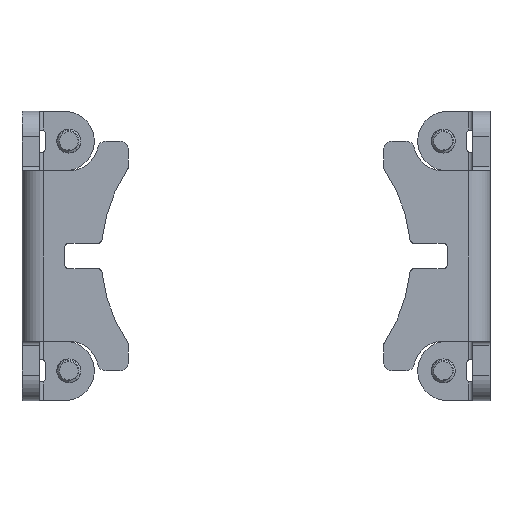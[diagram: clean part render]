
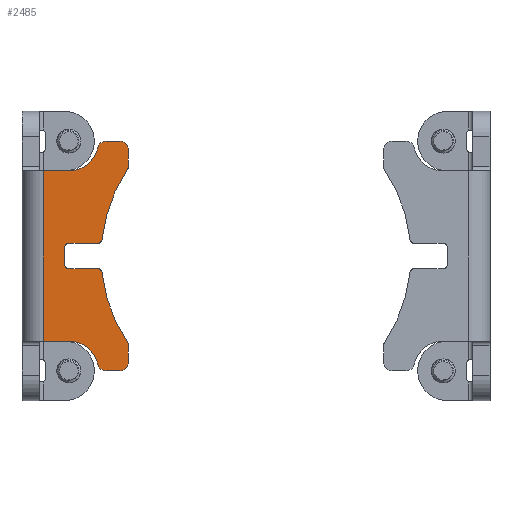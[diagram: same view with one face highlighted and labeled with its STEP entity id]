
A CAD part, front view. The second image highlights one B-rep face of the part: STEP entity #2485.
In plain terms, the highlighted planar face has unit normal (0, -1, 0).
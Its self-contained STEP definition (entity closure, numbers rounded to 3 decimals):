
#567=DIRECTION('',(-1.,0.,0.));
#568=VECTOR('',#567,3.);
#569=CARTESIAN_POINT('',(-22.,-14.25,10.));
#570=LINE('',#569,#568);
#649=CARTESIAN_POINT('',(-18.593,-14.25,-2.));
#650=DIRECTION('',(0.,1.,0.));
#651=DIRECTION('',(0.,0.,1.));
#652=AXIS2_PLACEMENT_3D('',#649,#650,#651);
#654=CARTESIAN_POINT('',(0.,-14.25,0.));
#655=DIRECTION('',(0.,-1.,0.));
#656=DIRECTION('',(-0.994,0.,-0.107));
#657=AXIS2_PLACEMENT_3D('',#654,#655,#656);
#659=CARTESIAN_POINT('',(-16.,-14.25,-12.5));
#660=DIRECTION('',(0.,1.,0.));
#661=DIRECTION('',(1.,0.,0.));
#662=AXIS2_PLACEMENT_3D('',#659,#660,#661);
#664=CARTESIAN_POINT('',(-17.612,-14.25,-12.5));
#665=DIRECTION('',(0.,1.,0.));
#666=DIRECTION('',(0.,0.,-1.));
#667=AXIS2_PLACEMENT_3D('',#664,#665,#666);
#669=CARTESIAN_POINT('',(-22.,-14.25,-13.5));
#670=DIRECTION('',(0.,-1.,0.));
#671=DIRECTION('',(0.975,0.,0.222));
#672=AXIS2_PLACEMENT_3D('',#669,#670,#671);
#674=CARTESIAN_POINT('',(-22.,-14.25,13.5));
#675=DIRECTION('',(0.,-1.,0.));
#676=DIRECTION('',(0.,0.,-1.));
#677=AXIS2_PLACEMENT_3D('',#674,#675,#676);
#679=CARTESIAN_POINT('',(-17.612,-14.25,12.5));
#680=DIRECTION('',(0.,1.,0.));
#681=DIRECTION('',(-0.975,0.,0.222));
#682=AXIS2_PLACEMENT_3D('',#679,#680,#681);
#684=CARTESIAN_POINT('',(-16.,-14.25,12.5));
#685=DIRECTION('',(0.,1.,0.));
#686=DIRECTION('',(0.,0.,1.));
#687=AXIS2_PLACEMENT_3D('',#684,#685,#686);
#689=CARTESIAN_POINT('',(0.,-14.25,0.));
#690=DIRECTION('',(0.,-1.,0.));
#691=DIRECTION('',(-0.824,0.,0.566));
#692=AXIS2_PLACEMENT_3D('',#689,#690,#691);
#694=CARTESIAN_POINT('',(0.,-14.25,0.));
#695=DIRECTION('',(0.,-1.,0.));
#696=DIRECTION('',(-0.833,0.,0.553));
#697=AXIS2_PLACEMENT_3D('',#694,#695,#696);
#699=CARTESIAN_POINT('',(-18.593,-14.25,2.));
#700=DIRECTION('',(0.,1.,0.));
#701=DIRECTION('',(0.994,0.,-0.107));
#702=AXIS2_PLACEMENT_3D('',#699,#700,#701);
#704=CARTESIAN_POINT('',(-22.,-14.25,1.));
#705=DIRECTION('',(0.,-1.,0.));
#706=DIRECTION('',(0.,0.,1.));
#707=AXIS2_PLACEMENT_3D('',#704,#705,#706);
#709=CARTESIAN_POINT('',(-22.,-14.25,-1.));
#710=DIRECTION('',(0.,-1.,0.));
#711=DIRECTION('',(-1.,0.,0.));
#712=AXIS2_PLACEMENT_3D('',#709,#710,#711);
#718=DIRECTION('',(-1.,0.,0.));
#719=VECTOR('',#718,3.407);
#720=CARTESIAN_POINT('',(-18.593,-14.25,-1.5));
#721=LINE('',#720,#719);
#742=DIRECTION('',(0.,0.,1.));
#743=VECTOR('',#742,2.);
#744=CARTESIAN_POINT('',(-22.5,-14.25,-1.));
#745=LINE('',#744,#743);
#750=DIRECTION('',(1.,0.,0.));
#751=VECTOR('',#750,3.407);
#752=CARTESIAN_POINT('',(-22.,-14.25,1.5));
#753=LINE('',#752,#751);
#770=DIRECTION('',(0.,0.,1.));
#771=VECTOR('',#770,2.193);
#772=CARTESIAN_POINT('',(-15.,-14.25,10.307));
#773=LINE('',#772,#771);
#798=DIRECTION('',(-1.,0.,0.));
#799=VECTOR('',#798,1.612);
#800=CARTESIAN_POINT('',(-16.,-14.25,13.5));
#801=LINE('',#800,#799);
#814=DIRECTION('',(0.,0.,1.));
#815=VECTOR('',#814,2.193);
#816=CARTESIAN_POINT('',(-15.,-14.25,-12.5));
#817=LINE('',#816,#815);
#826=DIRECTION('',(1.,0.,0.));
#827=VECTOR('',#826,1.612);
#828=CARTESIAN_POINT('',(-17.612,-14.25,-13.5));
#829=LINE('',#828,#827);
#851=DIRECTION('',(1.,0.,0.));
#852=VECTOR('',#851,3.);
#853=CARTESIAN_POINT('',(-25.,-14.25,-10.));
#854=LINE('',#853,#852);
#1316=DIRECTION('',(0.,0.,-1.));
#1317=VECTOR('',#1316,20.);
#1318=CARTESIAN_POINT('',(-25.,-14.25,10.));
#1319=LINE('',#1318,#1317);
#1320=CARTESIAN_POINT('',(-18.096,-14.25,1.947));
#1322=VERTEX_POINT('',#1320);
#1325=CARTESIAN_POINT('',(-15.,-14.25,10.307));
#1327=VERTEX_POINT('',#1325);
#1366=CARTESIAN_POINT('',(-18.096,-14.25,-1.946));
#1367=VERTEX_POINT('',#1366);
#1368=CARTESIAN_POINT('',(-15.,-14.25,-10.307));
#1369=VERTEX_POINT('',#1368);
#1370=CARTESIAN_POINT('',(-18.593,-14.25,-1.5));
#1371=VERTEX_POINT('',#1370);
#1372=CARTESIAN_POINT('',(-15.,-14.25,-12.5));
#1373=CARTESIAN_POINT('',(-16.,-14.25,-13.5));
#1374=VERTEX_POINT('',#1372);
#1375=VERTEX_POINT('',#1373);
#1376=CARTESIAN_POINT('',(-17.612,-14.25,-13.5));
#1377=CARTESIAN_POINT('',(-18.587,-14.25,-12.722));
#1378=VERTEX_POINT('',#1376);
#1379=VERTEX_POINT('',#1377);
#1380=CARTESIAN_POINT('',(-22.,-14.25,-10.));
#1381=VERTEX_POINT('',#1380);
#1382=CARTESIAN_POINT('',(-22.,-14.25,10.));
#1383=CARTESIAN_POINT('',(-18.587,-14.25,12.722));
#1384=VERTEX_POINT('',#1382);
#1385=VERTEX_POINT('',#1383);
#1386=CARTESIAN_POINT('',(-17.612,-14.25,13.5));
#1387=VERTEX_POINT('',#1386);
#1388=CARTESIAN_POINT('',(-16.,-14.25,13.5));
#1389=CARTESIAN_POINT('',(-15.,-14.25,12.5));
#1390=VERTEX_POINT('',#1388);
#1391=VERTEX_POINT('',#1389);
#1392=CARTESIAN_POINT('',(-15.167,-14.25,10.06));
#1393=VERTEX_POINT('',#1392);
#1394=CARTESIAN_POINT('',(-18.593,-14.25,1.5));
#1395=VERTEX_POINT('',#1394);
#1396=CARTESIAN_POINT('',(-22.,-14.25,1.5));
#1397=CARTESIAN_POINT('',(-22.5,-14.25,1.));
#1398=VERTEX_POINT('',#1396);
#1399=VERTEX_POINT('',#1397);
#1400=CARTESIAN_POINT('',(-22.5,-14.25,-1.));
#1401=CARTESIAN_POINT('',(-22.,-14.25,-1.5));
#1402=VERTEX_POINT('',#1400);
#1403=VERTEX_POINT('',#1401);
#1405=CARTESIAN_POINT('',(-25.,-14.25,-10.));
#1407=VERTEX_POINT('',#1405);
#1672=CARTESIAN_POINT('',(-25.,-14.25,10.));
#1673=VERTEX_POINT('',#1672);
#2434=CARTESIAN_POINT('',(-20.,-14.25,0.));
#2435=DIRECTION('',(0.,1.,0.));
#2436=DIRECTION('',(-1.,0.,0.));
#2437=AXIS2_PLACEMENT_3D('',#2434,#2435,#2436);
#2438=PLANE('',#2437);
#2440=ORIENTED_EDGE('',*,*,#2439,.F.);
#2442=ORIENTED_EDGE('',*,*,#2441,.T.);
#2443=ORIENTED_EDGE('',*,*,#2424,.T.);
#2445=ORIENTED_EDGE('',*,*,#2444,.F.);
#2447=ORIENTED_EDGE('',*,*,#2446,.T.);
#2449=ORIENTED_EDGE('',*,*,#2448,.F.);
#2451=ORIENTED_EDGE('',*,*,#2450,.T.);
#2453=ORIENTED_EDGE('',*,*,#2452,.T.);
#2455=ORIENTED_EDGE('',*,*,#2454,.F.);
#2457=ORIENTED_EDGE('',*,*,#2456,.F.);
#2458=ORIENTED_EDGE('',*,*,#2346,.F.);
#2460=ORIENTED_EDGE('',*,*,#2459,.T.);
#2462=ORIENTED_EDGE('',*,*,#2461,.T.);
#2464=ORIENTED_EDGE('',*,*,#2463,.F.);
#2466=ORIENTED_EDGE('',*,*,#2465,.T.);
#2468=ORIENTED_EDGE('',*,*,#2467,.F.);
#2470=ORIENTED_EDGE('',*,*,#2469,.T.);
#2472=ORIENTED_EDGE('',*,*,#2471,.T.);
#2474=ORIENTED_EDGE('',*,*,#2473,.T.);
#2476=ORIENTED_EDGE('',*,*,#2475,.F.);
#2478=ORIENTED_EDGE('',*,*,#2477,.T.);
#2480=ORIENTED_EDGE('',*,*,#2479,.F.);
#2482=ORIENTED_EDGE('',*,*,#2481,.T.);
#2483=EDGE_LOOP('',(#2440,#2442,#2443,#2445,#2447,#2449,#2451,#2453,#2455,#2457,
#2458,#2460,#2462,#2464,#2466,#2468,#2470,#2472,#2474,#2476,#2478,#2480,#2482));
#2484=FACE_OUTER_BOUND('',#2483,.F.);
#653=CIRCLE('',#652,0.5);
#658=CIRCLE('',#657,18.2);
#663=CIRCLE('',#662,1.);
#668=CIRCLE('',#667,1.);
#673=CIRCLE('',#672,3.5);
#678=CIRCLE('',#677,3.5);
#683=CIRCLE('',#682,1.);
#688=CIRCLE('',#687,1.);
#693=CIRCLE('',#692,18.2);
#698=CIRCLE('',#697,18.2);
#703=CIRCLE('',#702,0.5);
#708=CIRCLE('',#707,0.5);
#713=CIRCLE('',#712,0.5);
#2346=EDGE_CURVE('',#1384,#1673,#570,.T.);
#2424=EDGE_CURVE('',#1367,#1369,#658,.T.);
#2439=EDGE_CURVE('',#1371,#1403,#721,.T.);
#2441=EDGE_CURVE('',#1371,#1367,#653,.T.);
#2444=EDGE_CURVE('',#1374,#1369,#817,.T.);
#2446=EDGE_CURVE('',#1374,#1375,#663,.T.);
#2448=EDGE_CURVE('',#1378,#1375,#829,.T.);
#2450=EDGE_CURVE('',#1378,#1379,#668,.T.);
#2452=EDGE_CURVE('',#1379,#1381,#673,.T.);
#2454=EDGE_CURVE('',#1407,#1381,#854,.T.);
#2456=EDGE_CURVE('',#1673,#1407,#1319,.T.);
#2459=EDGE_CURVE('',#1384,#1385,#678,.T.);
#2461=EDGE_CURVE('',#1385,#1387,#683,.T.);
#2463=EDGE_CURVE('',#1390,#1387,#801,.T.);
#2465=EDGE_CURVE('',#1390,#1391,#688,.T.);
#2467=EDGE_CURVE('',#1327,#1391,#773,.T.);
#2469=EDGE_CURVE('',#1327,#1393,#693,.T.);
#2471=EDGE_CURVE('',#1393,#1322,#698,.T.);
#2473=EDGE_CURVE('',#1322,#1395,#703,.T.);
#2475=EDGE_CURVE('',#1398,#1395,#753,.T.);
#2477=EDGE_CURVE('',#1398,#1399,#708,.T.);
#2479=EDGE_CURVE('',#1402,#1399,#745,.T.);
#2481=EDGE_CURVE('',#1402,#1403,#713,.T.);
#2485=ADVANCED_FACE('',(#2484),#2438,.F.);
